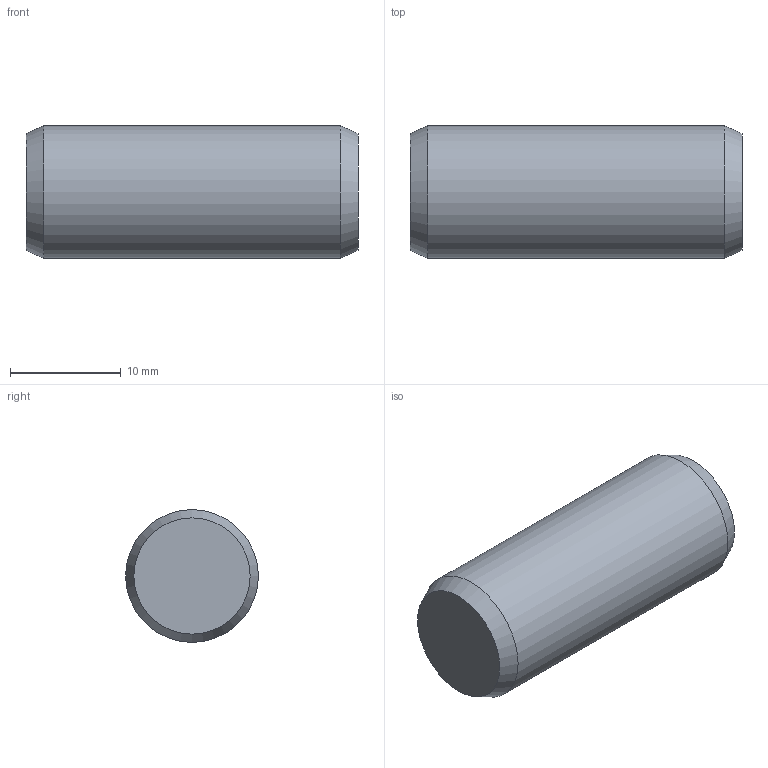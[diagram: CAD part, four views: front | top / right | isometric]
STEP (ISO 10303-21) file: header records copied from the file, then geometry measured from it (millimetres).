
FILE_DESCRIPTION(/* description */ ('ШТИФТЫ ЦИЛИНДРИЧЕСКИЕ НЕЗАКАЛЕННЫЕ'),/* implementation_level */ '2;1');
FILE_NAME(/* name */ 'Штифт 2.12x30 ГОСТ 3128-70.stp',/* time_stamp */ '2020-09-04T00:07:01+05:00',/* author */ ('Дом'),/* organization */ (''),/* preprocessor_version */ 'ST-DEVELOPER v18.1',/* originating_system */ 'Autodesk Inventor 2021',/* authorisation */ '');
FILE_SCHEMA (('AUTOMOTIVE_DESIGN { 1 0 10303 214 3 1 1 }'));
Length unit declared in the file: millimetre
Products named in the file (1): Штифт 2.12x30 ГОСТ 
3128-70
Bounding box: 30 x 12 x 12 mm (x, y, z)
Volume: 3349.8 mm3; surface area: 1308.6 mm2
Topology: 1 solids, 1 shells, 5 faces, 7 edges, 4 vertices
Faces by surface type: cone 2, plane 2, cylinder 1
Full cylindrical faces by diameter (mm): 12 x1
Entity records: 150 total; most frequent: DIRECTION 23, CARTESIAN_POINT 17, ORIENTED_EDGE 14, AXIS2_PLACEMENT_3D 10, EDGE_CURVE 7, FACE_OUTER_BOUND 5, EDGE_LOOP 5, ADVANCED_FACE 5
